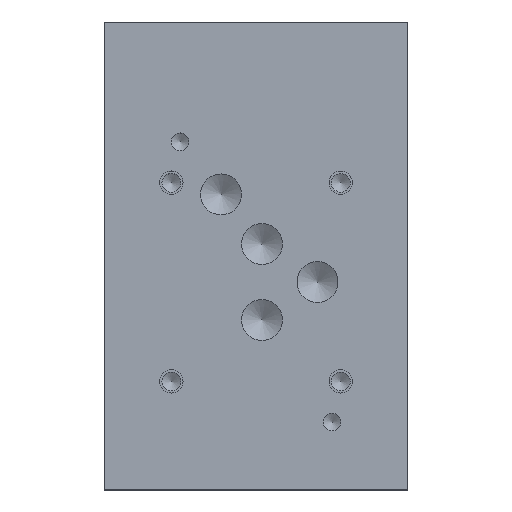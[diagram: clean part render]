
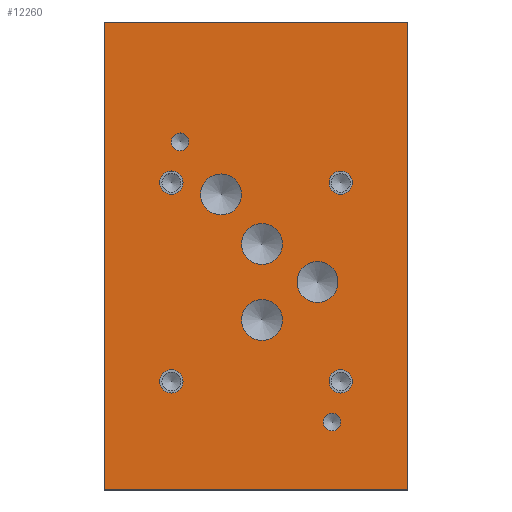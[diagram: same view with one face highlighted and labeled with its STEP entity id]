
A CAD part, top view. The second image highlights one B-rep face of the part: STEP entity #12260.
In plain terms, the highlighted planar face has unit normal (0, 0, 1).
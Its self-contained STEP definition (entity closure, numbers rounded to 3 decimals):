
#313=CIRCLE('',#12903,2.388);
#314=CIRCLE('',#12904,2.388);
#317=CIRCLE('',#12909,2.388);
#318=CIRCLE('',#12910,2.388);
#321=CIRCLE('',#12915,5.556);
#322=CIRCLE('',#12916,5.556);
#325=CIRCLE('',#12921,5.556);
#326=CIRCLE('',#12922,5.556);
#329=CIRCLE('',#12927,5.556);
#330=CIRCLE('',#12928,5.556);
#333=CIRCLE('',#12933,5.563);
#334=CIRCLE('',#12934,5.563);
#340=CIRCLE('',#12943,3.175);
#341=CIRCLE('',#12944,3.175);
#347=CIRCLE('',#12954,3.175);
#348=CIRCLE('',#12955,3.175);
#354=CIRCLE('',#12965,3.175);
#355=CIRCLE('',#12966,3.175);
#361=CIRCLE('',#12976,3.175);
#362=CIRCLE('',#12977,3.175);
#912=FACE_BOUND('',#2255,.T.);
#913=FACE_BOUND('',#2256,.T.);
#914=FACE_BOUND('',#2257,.T.);
#915=FACE_BOUND('',#2258,.T.);
#916=FACE_BOUND('',#2259,.T.);
#917=FACE_BOUND('',#2260,.T.);
#918=FACE_BOUND('',#2261,.T.);
#919=FACE_BOUND('',#2262,.T.);
#920=FACE_BOUND('',#2263,.T.);
#921=FACE_BOUND('',#2264,.T.);
#1548=FACE_OUTER_BOUND('',#2254,.T.);
#2254=EDGE_LOOP('',(#10770,#10771,#10772,#10773));
#2255=EDGE_LOOP('',(#10774,#10775));
#2256=EDGE_LOOP('',(#10776,#10777));
#2257=EDGE_LOOP('',(#10778,#10779));
#2258=EDGE_LOOP('',(#10780,#10781));
#2259=EDGE_LOOP('',(#10782,#10783));
#2260=EDGE_LOOP('',(#10784,#10785));
#2261=EDGE_LOOP('',(#10786,#10787));
#2262=EDGE_LOOP('',(#10788,#10789));
#2263=EDGE_LOOP('',(#10790,#10791));
#2264=EDGE_LOOP('',(#10792,#10793));
#2645=LINE('',#16456,#3789);
#3123=LINE('',#19597,#4267);
#3183=LINE('',#19870,#4327);
#3218=LINE('',#19956,#4362);
#3789=VECTOR('',#13632,10.);
#4267=VECTOR('',#14392,10.);
#4327=VECTOR('',#14506,10.);
#4362=VECTOR('',#14583,10.);
#4818=VERTEX_POINT('',#16453);
#4819=VERTEX_POINT('',#16455);
#5309=VERTEX_POINT('',#19596);
#5367=VERTEX_POINT('',#19868);
#5651=VERTEX_POINT('',#20907);
#5652=VERTEX_POINT('',#20908);
#5656=VERTEX_POINT('',#20920);
#5657=VERTEX_POINT('',#20921);
#5661=VERTEX_POINT('',#20933);
#5662=VERTEX_POINT('',#20934);
#5666=VERTEX_POINT('',#20946);
#5667=VERTEX_POINT('',#20947);
#5671=VERTEX_POINT('',#20959);
#5672=VERTEX_POINT('',#20960);
#5676=VERTEX_POINT('',#20972);
#5677=VERTEX_POINT('',#20973);
#5684=VERTEX_POINT('',#20992);
#5685=VERTEX_POINT('',#20993);
#5692=VERTEX_POINT('',#21014);
#5693=VERTEX_POINT('',#21015);
#5700=VERTEX_POINT('',#21036);
#5701=VERTEX_POINT('',#21037);
#5708=VERTEX_POINT('',#21058);
#5709=VERTEX_POINT('',#21059);
#6105=EDGE_CURVE('',#4819,#4818,#2645,.T.);
#6839=EDGE_CURVE('',#5309,#4819,#3123,.T.);
#6923=EDGE_CURVE('',#4818,#5367,#3183,.T.);
#6966=EDGE_CURVE('',#5367,#5309,#3218,.T.);
#7333=EDGE_CURVE('',#5651,#5652,#313,.T.);
#7334=EDGE_CURVE('',#5652,#5651,#314,.T.);
#7339=EDGE_CURVE('',#5656,#5657,#317,.T.);
#7340=EDGE_CURVE('',#5657,#5656,#318,.T.);
#7345=EDGE_CURVE('',#5661,#5662,#321,.T.);
#7346=EDGE_CURVE('',#5662,#5661,#322,.T.);
#7351=EDGE_CURVE('',#5666,#5667,#325,.T.);
#7352=EDGE_CURVE('',#5667,#5666,#326,.T.);
#7357=EDGE_CURVE('',#5671,#5672,#329,.T.);
#7358=EDGE_CURVE('',#5672,#5671,#330,.T.);
#7363=EDGE_CURVE('',#5676,#5677,#333,.T.);
#7364=EDGE_CURVE('',#5677,#5676,#334,.T.);
#7372=EDGE_CURVE('',#5684,#5685,#340,.T.);
#7373=EDGE_CURVE('',#5685,#5684,#341,.T.);
#7382=EDGE_CURVE('',#5692,#5693,#347,.T.);
#7383=EDGE_CURVE('',#5693,#5692,#348,.T.);
#7392=EDGE_CURVE('',#5700,#5701,#354,.T.);
#7393=EDGE_CURVE('',#5701,#5700,#355,.T.);
#7402=EDGE_CURVE('',#5708,#5709,#361,.T.);
#7403=EDGE_CURVE('',#5709,#5708,#362,.T.);
#10770=ORIENTED_EDGE('',*,*,#6966,.T.);
#10771=ORIENTED_EDGE('',*,*,#6839,.T.);
#10772=ORIENTED_EDGE('',*,*,#6105,.T.);
#10773=ORIENTED_EDGE('',*,*,#6923,.T.);
#10774=ORIENTED_EDGE('',*,*,#7333,.T.);
#10775=ORIENTED_EDGE('',*,*,#7334,.T.);
#10776=ORIENTED_EDGE('',*,*,#7339,.T.);
#10777=ORIENTED_EDGE('',*,*,#7340,.T.);
#10778=ORIENTED_EDGE('',*,*,#7345,.T.);
#10779=ORIENTED_EDGE('',*,*,#7346,.T.);
#10780=ORIENTED_EDGE('',*,*,#7351,.T.);
#10781=ORIENTED_EDGE('',*,*,#7352,.T.);
#10782=ORIENTED_EDGE('',*,*,#7357,.T.);
#10783=ORIENTED_EDGE('',*,*,#7358,.T.);
#10784=ORIENTED_EDGE('',*,*,#7363,.T.);
#10785=ORIENTED_EDGE('',*,*,#7364,.T.);
#10786=ORIENTED_EDGE('',*,*,#7372,.T.);
#10787=ORIENTED_EDGE('',*,*,#7373,.T.);
#10788=ORIENTED_EDGE('',*,*,#7382,.T.);
#10789=ORIENTED_EDGE('',*,*,#7383,.T.);
#10790=ORIENTED_EDGE('',*,*,#7392,.T.);
#10791=ORIENTED_EDGE('',*,*,#7393,.T.);
#10792=ORIENTED_EDGE('',*,*,#7402,.T.);
#10793=ORIENTED_EDGE('',*,*,#7403,.T.);
#11156=PLANE('',#12983);
#12260=ADVANCED_FACE('',(#1548,#912,#913,#914,#915,#916,#917,#918,#919,
#920,#921),#11156,.T.);
#12903=AXIS2_PLACEMENT_3D('',#20909,#15362,#15363);
#12904=AXIS2_PLACEMENT_3D('',#20910,#15364,#15365);
#12909=AXIS2_PLACEMENT_3D('',#20922,#15376,#15377);
#12910=AXIS2_PLACEMENT_3D('',#20923,#15378,#15379);
#12915=AXIS2_PLACEMENT_3D('',#20935,#15390,#15391);
#12916=AXIS2_PLACEMENT_3D('',#20936,#15392,#15393);
#12921=AXIS2_PLACEMENT_3D('',#20948,#15404,#15405);
#12922=AXIS2_PLACEMENT_3D('',#20949,#15406,#15407);
#12927=AXIS2_PLACEMENT_3D('',#20961,#15418,#15419);
#12928=AXIS2_PLACEMENT_3D('',#20962,#15420,#15421);
#12933=AXIS2_PLACEMENT_3D('',#20974,#15432,#15433);
#12934=AXIS2_PLACEMENT_3D('',#20975,#15434,#15435);
#12943=AXIS2_PLACEMENT_3D('',#20994,#15454,#15455);
#12944=AXIS2_PLACEMENT_3D('',#20995,#15456,#15457);
#12954=AXIS2_PLACEMENT_3D('',#21016,#15479,#15480);
#12955=AXIS2_PLACEMENT_3D('',#21017,#15481,#15482);
#12965=AXIS2_PLACEMENT_3D('',#21038,#15504,#15505);
#12966=AXIS2_PLACEMENT_3D('',#21039,#15506,#15507);
#12976=AXIS2_PLACEMENT_3D('',#21060,#15529,#15530);
#12977=AXIS2_PLACEMENT_3D('',#21061,#15531,#15532);
#12983=AXIS2_PLACEMENT_3D('',#21069,#15545,#15546);
#13632=DIRECTION('',(-1.,0.,0.));
#14392=DIRECTION('',(0.,1.,0.));
#14506=DIRECTION('',(0.,-1.,0.));
#14583=DIRECTION('',(1.,0.,0.));
#15362=DIRECTION('center_axis',(0.,0.,-1.));
#15363=DIRECTION('ref_axis',(1.,0.,0.));
#15364=DIRECTION('center_axis',(0.,0.,-1.));
#15365=DIRECTION('ref_axis',(1.,0.,0.));
#15376=DIRECTION('center_axis',(0.,0.,-1.));
#15377=DIRECTION('ref_axis',(1.,0.,0.));
#15378=DIRECTION('center_axis',(0.,0.,-1.));
#15379=DIRECTION('ref_axis',(1.,0.,0.));
#15390=DIRECTION('center_axis',(0.,0.,-1.));
#15391=DIRECTION('ref_axis',(1.,0.,0.));
#15392=DIRECTION('center_axis',(0.,0.,-1.));
#15393=DIRECTION('ref_axis',(1.,0.,0.));
#15404=DIRECTION('center_axis',(0.,0.,-1.));
#15405=DIRECTION('ref_axis',(1.,0.,0.));
#15406=DIRECTION('center_axis',(0.,0.,-1.));
#15407=DIRECTION('ref_axis',(1.,0.,0.));
#15418=DIRECTION('center_axis',(0.,0.,-1.));
#15419=DIRECTION('ref_axis',(1.,0.,0.));
#15420=DIRECTION('center_axis',(0.,0.,-1.));
#15421=DIRECTION('ref_axis',(1.,0.,0.));
#15432=DIRECTION('center_axis',(0.,0.,-1.));
#15433=DIRECTION('ref_axis',(1.,0.,0.));
#15434=DIRECTION('center_axis',(0.,0.,-1.));
#15435=DIRECTION('ref_axis',(1.,0.,0.));
#15454=DIRECTION('center_axis',(0.,0.,-1.));
#15455=DIRECTION('ref_axis',(1.,0.,0.));
#15456=DIRECTION('center_axis',(0.,0.,-1.));
#15457=DIRECTION('ref_axis',(1.,0.,0.));
#15479=DIRECTION('center_axis',(0.,0.,-1.));
#15480=DIRECTION('ref_axis',(1.,0.,0.));
#15481=DIRECTION('center_axis',(0.,0.,-1.));
#15482=DIRECTION('ref_axis',(1.,0.,0.));
#15504=DIRECTION('center_axis',(0.,0.,-1.));
#15505=DIRECTION('ref_axis',(1.,0.,0.));
#15506=DIRECTION('center_axis',(0.,0.,-1.));
#15507=DIRECTION('ref_axis',(1.,0.,0.));
#15529=DIRECTION('center_axis',(0.,0.,-1.));
#15530=DIRECTION('ref_axis',(1.,0.,0.));
#15531=DIRECTION('center_axis',(0.,0.,-1.));
#15532=DIRECTION('ref_axis',(1.,0.,0.));
#15545=DIRECTION('center_axis',(0.,0.,1.));
#15546=DIRECTION('ref_axis',(1.,0.,0.));
#16453=CARTESIAN_POINT('',(0.,127.,101.6));
#16455=CARTESIAN_POINT('',(82.55,127.,101.6));
#16456=CARTESIAN_POINT('',(82.55,127.,101.6));
#19596=CARTESIAN_POINT('',(82.55,0.,101.6));
#19597=CARTESIAN_POINT('',(82.55,0.,101.6));
#19868=CARTESIAN_POINT('',(0.,0.,101.6));
#19870=CARTESIAN_POINT('',(0.,127.,101.6));
#19956=CARTESIAN_POINT('',(0.,0.,101.6));
#20907=CARTESIAN_POINT('',(64.326,18.25,101.6));
#20908=CARTESIAN_POINT('',(59.55,18.25,101.6));
#20909=CARTESIAN_POINT('Origin',(61.938,18.25,101.6));
#20910=CARTESIAN_POINT('Origin',(61.938,18.25,101.6));
#20920=CARTESIAN_POINT('',(23.051,94.45,101.6));
#20921=CARTESIAN_POINT('',(18.275,94.45,101.6));
#20922=CARTESIAN_POINT('Origin',(20.663,94.45,101.6));
#20923=CARTESIAN_POINT('Origin',(20.663,94.45,101.6));
#20933=CARTESIAN_POINT('',(48.444,66.667,101.6));
#20934=CARTESIAN_POINT('',(37.332,66.667,101.6));
#20935=CARTESIAN_POINT('Origin',(42.888,66.667,101.6));
#20936=CARTESIAN_POINT('Origin',(42.888,66.667,101.6));
#20946=CARTESIAN_POINT('',(37.339,80.162,101.6));
#20947=CARTESIAN_POINT('',(26.227,80.162,101.6));
#20948=CARTESIAN_POINT('Origin',(31.783,80.162,101.6));
#20949=CARTESIAN_POINT('Origin',(31.783,80.162,101.6));
#20959=CARTESIAN_POINT('',(48.449,46.032,101.6));
#20960=CARTESIAN_POINT('',(37.337,46.032,101.6));
#20961=CARTESIAN_POINT('Origin',(42.893,46.032,101.6));
#20962=CARTESIAN_POINT('Origin',(42.893,46.032,101.6));
#20972=CARTESIAN_POINT('',(63.551,56.35,101.6));
#20973=CARTESIAN_POINT('',(52.426,56.35,101.6));
#20974=CARTESIAN_POINT('Origin',(57.988,56.35,101.6));
#20975=CARTESIAN_POINT('Origin',(57.988,56.35,101.6));
#20992=CARTESIAN_POINT('',(67.488,29.35,101.6));
#20993=CARTESIAN_POINT('',(61.138,29.35,101.6));
#20994=CARTESIAN_POINT('Origin',(64.313,29.35,101.6));
#20995=CARTESIAN_POINT('Origin',(64.313,29.35,101.6));
#21014=CARTESIAN_POINT('',(21.438,83.337,101.6));
#21015=CARTESIAN_POINT('',(15.088,83.337,101.6));
#21016=CARTESIAN_POINT('Origin',(18.263,83.337,101.6));
#21017=CARTESIAN_POINT('Origin',(18.263,83.337,101.6));
#21036=CARTESIAN_POINT('',(67.488,83.325,101.6));
#21037=CARTESIAN_POINT('',(61.138,83.325,101.6));
#21038=CARTESIAN_POINT('Origin',(64.313,83.325,101.6));
#21039=CARTESIAN_POINT('Origin',(64.313,83.325,101.6));
#21058=CARTESIAN_POINT('',(21.45,29.35,101.6));
#21059=CARTESIAN_POINT('',(15.1,29.35,101.6));
#21060=CARTESIAN_POINT('Origin',(18.275,29.35,101.6));
#21061=CARTESIAN_POINT('Origin',(18.275,29.35,101.6));
#21069=CARTESIAN_POINT('Origin',(41.275,63.5,101.6));
